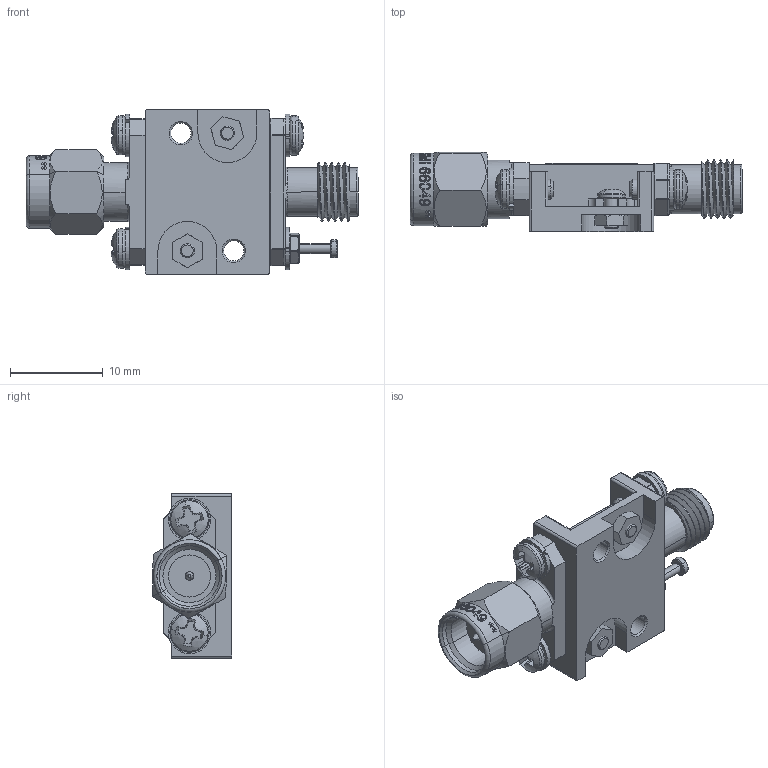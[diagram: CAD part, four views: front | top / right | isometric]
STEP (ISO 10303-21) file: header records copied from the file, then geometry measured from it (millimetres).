
FILE_DESCRIPTION (( 'STEP AP214' ), '1' );
FILE_NAME ('EQL-DC40-10-292MF.STEP', '2022-07-26T20:23:20', ( '' ), ( '' ), 'SwSTEP 2.0', 'SolidWorks 2021', '' );
FILE_SCHEMA (( 'AUTOMOTIVE_DESIGN' ));
Length unit declared in the file: inch
Products named in the file (1): EQL-DC40-10-292MF
Bounding box: 35.84 x 8.55 x 17.78 mm (x, y, z)
Volume: 2150.1 mm3; surface area: 3794.1 mm2
Topology: 22 solids, 22 shells, 1171 faces, 3611 edges, 2712 vertices
Faces by surface type: plane 500, cylinder 314, cone 120, bspline 103, torus 81, sphere 53
Entity records: 65189 total; most frequent: CARTESIAN_POINT 18160, ORIENTED_EDGE 7158, DIRECTION 5640, EDGE_CURVE 3579, VERTEX_POINT 2712, AXIS2_PLACEMENT_3D 2031, LINE 1578, VECTOR 1578
